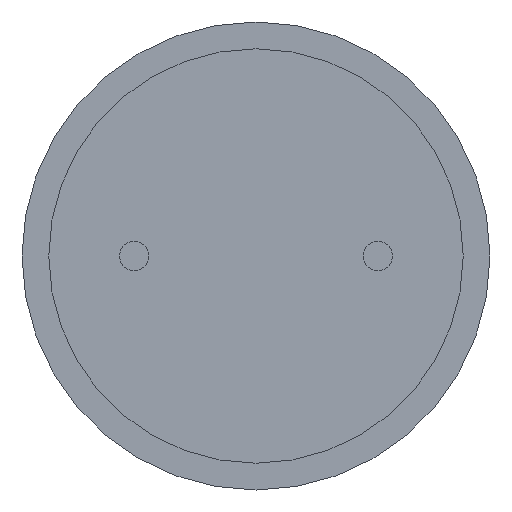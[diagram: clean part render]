
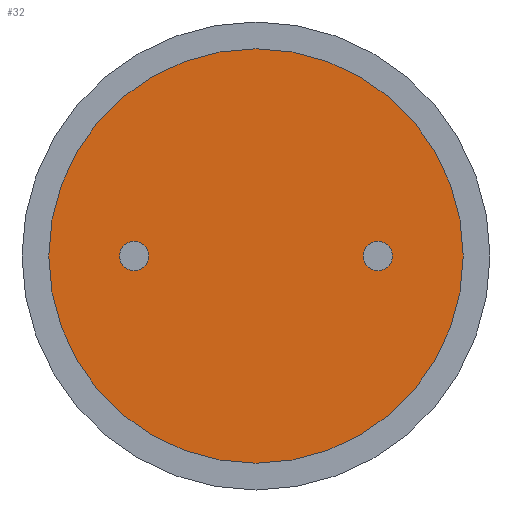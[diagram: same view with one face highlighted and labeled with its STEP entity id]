
A CAD part, front view. The second image highlights one B-rep face of the part: STEP entity #32.
In plain terms, the highlighted planar face has unit normal (0, -1, 0).
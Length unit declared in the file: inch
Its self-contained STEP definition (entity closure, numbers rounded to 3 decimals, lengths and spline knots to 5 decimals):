
#4 = AXIS2_PLACEMENT_3D ( 'NONE', #282, #475, #278 ) ;
#13 = DIRECTION ( 'NONE',  ( 0., 0., -1. ) ) ;
#17 = EDGE_LOOP ( 'NONE', ( #77, #608 ) ) ;
#32 = ADVANCED_FACE ( 'NONE', ( #62, #396, #599 ), #165, .T. ) ;
#34 = VERTEX_POINT ( 'NONE', #536 ) ;
#36 = CARTESIAN_POINT ( 'NONE',  ( -0.09843, -0.18898, 0. ) ) ;
#38 = VERTEX_POINT ( 'NONE', #350 ) ;
#46 = CARTESIAN_POINT ( 'NONE',  ( -0.09843, -0.18898, 0. ) ) ;
#54 = CARTESIAN_POINT ( 'NONE',  ( -0.09843, -0.18898, -0.01181 ) ) ;
#55 = CARTESIAN_POINT ( 'NONE',  ( 0., -0.18898, 0. ) ) ;
#57 = CARTESIAN_POINT ( 'NONE',  ( -0.09843, -0.18898, 0.01181 ) ) ;
#62 = FACE_BOUND ( 'NONE', #542, .T. ) ;
#77 = ORIENTED_EDGE ( 'NONE', *, *, #199, .F. ) ;
#88 = VERTEX_POINT ( 'NONE', #57 ) ;
#122 = VERTEX_POINT ( 'NONE', #54 ) ;
#124 = CARTESIAN_POINT ( 'NONE',  ( 0.09843, -0.18898, 0. ) ) ;
#139 = AXIS2_PLACEMENT_3D ( 'NONE', #292, #258, #301 ) ;
#165 = PLANE ( 'NONE',  #570 ) ;
#174 = VERTEX_POINT ( 'NONE', #178 ) ;
#178 = CARTESIAN_POINT ( 'NONE',  ( 0.09843, -0.18898, 0.01181 ) ) ;
#181 = EDGE_LOOP ( 'NONE', ( #398, #560 ) ) ;
#195 = DIRECTION ( 'NONE',  ( 0., -1., 0. ) ) ;
#199 = EDGE_CURVE ( 'NONE', #174, #38, #581, .T. ) ;
#219 = VERTEX_POINT ( 'NONE', #455 ) ;
#249 = CIRCLE ( 'NONE', #531, 0.16732 ) ;
#258 = DIRECTION ( 'NONE',  ( 0., -1., 0. ) ) ;
#278 = DIRECTION ( 'NONE',  ( 0., 0., -1. ) ) ;
#282 = CARTESIAN_POINT ( 'NONE',  ( 0., -0.18898, 0. ) ) ;
#291 = DIRECTION ( 'NONE',  ( 0., -1., 0. ) ) ;
#292 = CARTESIAN_POINT ( 'NONE',  ( 0.09843, -0.18898, 0. ) ) ;
#301 = DIRECTION ( 'NONE',  ( 0., 0., -1. ) ) ;
#312 = CIRCLE ( 'NONE', #540, 0.01181 ) ;
#323 = ORIENTED_EDGE ( 'NONE', *, *, #525, .F. ) ;
#327 = DIRECTION ( 'NONE',  ( 0., -1., 0. ) ) ;
#345 = CIRCLE ( 'NONE', #139, 0.01181 ) ;
#350 = CARTESIAN_POINT ( 'NONE',  ( 0.09843, -0.18898, -0.01181 ) ) ;
#387 = AXIS2_PLACEMENT_3D ( 'NONE', #124, #498, #405 ) ;
#396 = FACE_BOUND ( 'NONE', #17, .T. ) ;
#398 = ORIENTED_EDGE ( 'NONE', *, *, #414, .T. ) ;
#405 = DIRECTION ( 'NONE',  ( 0., 0., -1. ) ) ;
#414 = EDGE_CURVE ( 'NONE', #219, #34, #452, .T. ) ;
#420 = ORIENTED_EDGE ( 'NONE', *, *, #425, .F. ) ;
#425 = EDGE_CURVE ( 'NONE', #88, #122, #530, .T. ) ;
#430 = DIRECTION ( 'NONE',  ( 0., 0., -1. ) ) ;
#449 = CARTESIAN_POINT ( 'NONE',  ( 0., -0.18898, 0. ) ) ;
#450 = DIRECTION ( 'NONE',  ( 0., -1., 0. ) ) ;
#452 = CIRCLE ( 'NONE', #4, 0.16732 ) ;
#455 = CARTESIAN_POINT ( 'NONE',  ( 0., -0.18898, 0.16732 ) ) ;
#475 = DIRECTION ( 'NONE',  ( 0., -1., 0. ) ) ;
#492 = DIRECTION ( 'NONE',  ( 0., 0., -1. ) ) ;
#498 = DIRECTION ( 'NONE',  ( 0., -1., 0. ) ) ;
#525 = EDGE_CURVE ( 'NONE', #122, #88, #312, .T. ) ;
#530 = CIRCLE ( 'NONE', #604, 0.01181 ) ;
#531 = AXIS2_PLACEMENT_3D ( 'NONE', #55, #450, #492 ) ;
#536 = CARTESIAN_POINT ( 'NONE',  ( 0., -0.18898, -0.16732 ) ) ;
#540 = AXIS2_PLACEMENT_3D ( 'NONE', #36, #195, #564 ) ;
#542 = EDGE_LOOP ( 'NONE', ( #420, #323 ) ) ;
#560 = ORIENTED_EDGE ( 'NONE', *, *, #592, .T. ) ;
#564 = DIRECTION ( 'NONE',  ( 0., 0., -1. ) ) ;
#570 = AXIS2_PLACEMENT_3D ( 'NONE', #449, #291, #13 ) ;
#581 = CIRCLE ( 'NONE', #387, 0.01181 ) ;
#592 = EDGE_CURVE ( 'NONE', #34, #219, #249, .T. ) ;
#599 = FACE_OUTER_BOUND ( 'NONE', #181, .T. ) ;
#601 = EDGE_CURVE ( 'NONE', #38, #174, #345, .T. ) ;
#604 = AXIS2_PLACEMENT_3D ( 'NONE', #46, #327, #430 ) ;
#608 = ORIENTED_EDGE ( 'NONE', *, *, #601, .F. ) ;
